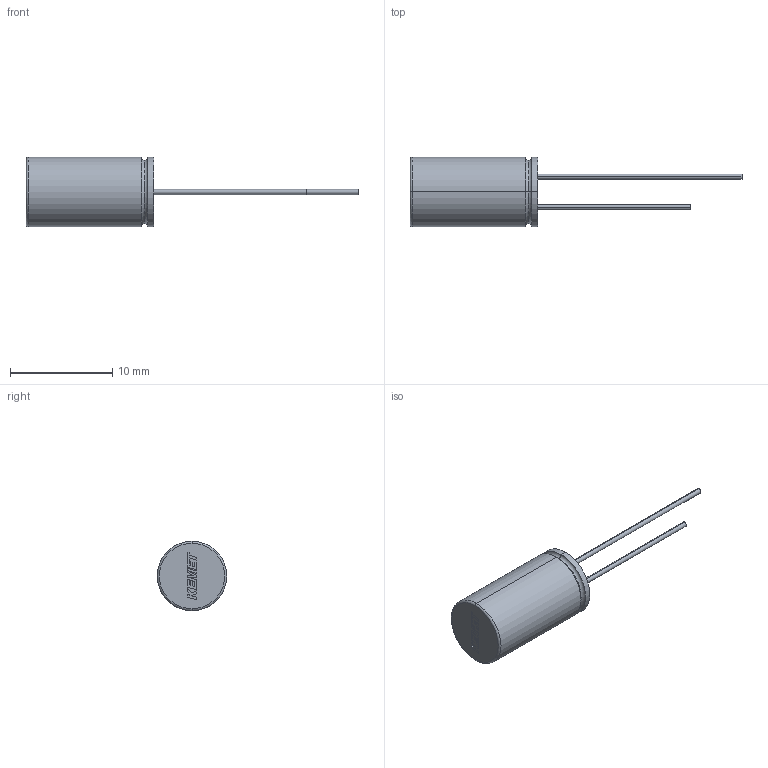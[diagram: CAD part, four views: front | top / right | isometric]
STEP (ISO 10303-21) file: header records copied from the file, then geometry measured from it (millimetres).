
FILE_DESCRIPTION(('FreeCAD Model'),'2;1');
FILE_NAME( 'CAPPR250-600X1250.step', '2018-05-16T15:47:01',('Author'),(''), 'Open CASCADE STEP processor 7.2','FreeCAD','Unknown');
FILE_SCHEMA(('AUTOMOTIVE_DESIGN { 1 0 10303 214 1 1 1 1 }'));
Length unit declared in the file: millimetre
Products named in the file (1): CAR_KLP_6.3X11_D6.8L12.5S3F0.5
Bounding box: 32.51 x 6.8 x 6.8 mm (x, y, z)
Volume: 457.4 mm3; surface area: 404.4 mm2
Topology: 4 solids, 4 shells, 75 faces, 561 edges, 1618 vertices
Faces by surface type: plane 61, cylinder 8, torus 6
Entity records: 8966 total; most frequent: CARTESIAN_POINT 2641, DIRECTION 1163, LINE 845, VECTOR 845, GEOMETRIC_CURVE_SET 375, ORIENTED_EDGE 374, PCURVE 374, DEFINITIONAL_REPRESENTATION 374
